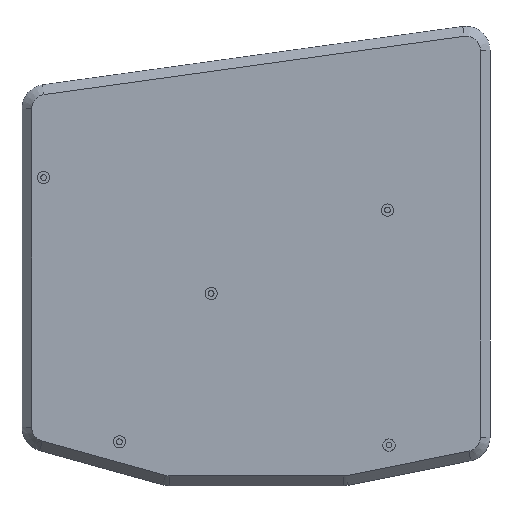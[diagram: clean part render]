
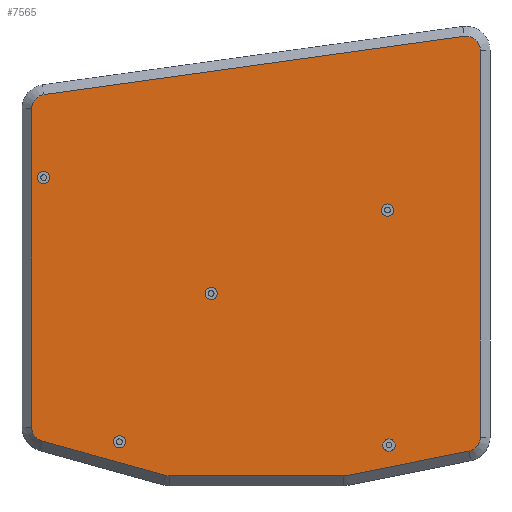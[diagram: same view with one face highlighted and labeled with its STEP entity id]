
A CAD part, front view. The second image highlights one B-rep face of the part: STEP entity #7565.
In plain terms, the highlighted planar face has unit normal (0, -1, 0).
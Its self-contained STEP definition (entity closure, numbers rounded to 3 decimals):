
#96=FACE_BOUND('',#1248,.T.);
#97=FACE_BOUND('',#1249,.T.);
#98=FACE_BOUND('',#1250,.T.);
#99=FACE_BOUND('',#1251,.T.);
#100=FACE_BOUND('',#1252,.T.);
#381=PLANE('',#8110);
#768=FACE_OUTER_BOUND('',#1247,.T.);
#1247=EDGE_LOOP('',(#6723,#6724,#6725,#6726,#6727,#6728,#6729,#6730,#6731,
#6732,#6733,#6734));
#1248=EDGE_LOOP('',(#6735));
#1249=EDGE_LOOP('',(#6736));
#1250=EDGE_LOOP('',(#6737));
#1251=EDGE_LOOP('',(#6738));
#1252=EDGE_LOOP('',(#6739));
#2058=LINE('',#11964,#2943);
#2062=LINE('',#11976,#2947);
#2066=LINE('',#11988,#2951);
#2070=LINE('',#12000,#2955);
#2074=LINE('',#12012,#2959);
#2077=LINE('',#12021,#2962);
#2943=VECTOR('',#9772,10.);
#2947=VECTOR('',#9784,10.);
#2951=VECTOR('',#9796,10.);
#2955=VECTOR('',#9808,10.);
#2959=VECTOR('',#9820,10.);
#2962=VECTOR('',#9831,10.);
#3216=CIRCLE('',#8076,2.9);
#3218=CIRCLE('',#8080,2.9);
#3220=CIRCLE('',#8084,2.9);
#3222=CIRCLE('',#8088,2.9);
#3224=CIRCLE('',#8092,2.9);
#3226=CIRCLE('',#8096,2.9);
#3233=CIRCLE('',#8111,1.25);
#3234=CIRCLE('',#8112,1.25);
#3235=CIRCLE('',#8113,1.25);
#3236=CIRCLE('',#8114,1.25);
#3237=CIRCLE('',#8115,1.25);
#3818=VERTEX_POINT('',#11953);
#3819=VERTEX_POINT('',#11955);
#3822=VERTEX_POINT('',#11962);
#3824=VERTEX_POINT('',#11968);
#3826=VERTEX_POINT('',#11974);
#3828=VERTEX_POINT('',#11980);
#3830=VERTEX_POINT('',#11986);
#3832=VERTEX_POINT('',#11992);
#3834=VERTEX_POINT('',#11998);
#3836=VERTEX_POINT('',#12004);
#3838=VERTEX_POINT('',#12010);
#3840=VERTEX_POINT('',#12016);
#3862=VERTEX_POINT('',#12078);
#3863=VERTEX_POINT('',#12080);
#3864=VERTEX_POINT('',#12082);
#3865=VERTEX_POINT('',#12084);
#3866=VERTEX_POINT('',#12086);
#4784=EDGE_CURVE('',#3818,#3819,#3216,.T.);
#4788=EDGE_CURVE('',#3822,#3818,#2058,.T.);
#4791=EDGE_CURVE('',#3824,#3822,#3218,.T.);
#4794=EDGE_CURVE('',#3826,#3824,#2062,.T.);
#4797=EDGE_CURVE('',#3828,#3826,#3220,.T.);
#4800=EDGE_CURVE('',#3830,#3828,#2066,.T.);
#4803=EDGE_CURVE('',#3832,#3830,#3222,.T.);
#4806=EDGE_CURVE('',#3834,#3832,#2070,.T.);
#4809=EDGE_CURVE('',#3836,#3834,#3224,.T.);
#4812=EDGE_CURVE('',#3838,#3836,#2074,.T.);
#4815=EDGE_CURVE('',#3840,#3838,#3226,.T.);
#4817=EDGE_CURVE('',#3819,#3840,#2077,.T.);
#4846=EDGE_CURVE('',#3862,#3862,#3233,.T.);
#4847=EDGE_CURVE('',#3863,#3863,#3234,.T.);
#4848=EDGE_CURVE('',#3864,#3864,#3235,.T.);
#4849=EDGE_CURVE('',#3865,#3865,#3236,.T.);
#4850=EDGE_CURVE('',#3866,#3866,#3237,.T.);
#6723=ORIENTED_EDGE('',*,*,#4784,.F.);
#6724=ORIENTED_EDGE('',*,*,#4788,.F.);
#6725=ORIENTED_EDGE('',*,*,#4791,.F.);
#6726=ORIENTED_EDGE('',*,*,#4794,.F.);
#6727=ORIENTED_EDGE('',*,*,#4797,.F.);
#6728=ORIENTED_EDGE('',*,*,#4800,.F.);
#6729=ORIENTED_EDGE('',*,*,#4803,.F.);
#6730=ORIENTED_EDGE('',*,*,#4806,.F.);
#6731=ORIENTED_EDGE('',*,*,#4809,.F.);
#6732=ORIENTED_EDGE('',*,*,#4812,.F.);
#6733=ORIENTED_EDGE('',*,*,#4815,.F.);
#6734=ORIENTED_EDGE('',*,*,#4817,.F.);
#6735=ORIENTED_EDGE('',*,*,#4846,.T.);
#6736=ORIENTED_EDGE('',*,*,#4847,.T.);
#6737=ORIENTED_EDGE('',*,*,#4848,.T.);
#6738=ORIENTED_EDGE('',*,*,#4849,.T.);
#6739=ORIENTED_EDGE('',*,*,#4850,.T.);
#7565=ADVANCED_FACE('',(#768,#96,#97,#98,#99,#100),#381,.F.);
#8076=AXIS2_PLACEMENT_3D('',#11956,#9764,#9765);
#8080=AXIS2_PLACEMENT_3D('',#11970,#9777,#9778);
#8084=AXIS2_PLACEMENT_3D('',#11982,#9789,#9790);
#8088=AXIS2_PLACEMENT_3D('',#11994,#9801,#9802);
#8092=AXIS2_PLACEMENT_3D('',#12006,#9813,#9814);
#8096=AXIS2_PLACEMENT_3D('',#12018,#9825,#9826);
#8110=AXIS2_PLACEMENT_3D('',#12077,#9877,#9878);
#8111=AXIS2_PLACEMENT_3D('',#12079,#9879,#9880);
#8112=AXIS2_PLACEMENT_3D('',#12081,#9881,#9882);
#8113=AXIS2_PLACEMENT_3D('',#12083,#9883,#9884);
#8114=AXIS2_PLACEMENT_3D('',#12085,#9885,#9886);
#8115=AXIS2_PLACEMENT_3D('',#12087,#9887,#9888);
#9764=DIRECTION('center_axis',(0.,1.,0.));
#9765=DIRECTION('ref_axis',(-1.,0.,0.));
#9772=DIRECTION('',(0.,0.,1.));
#9777=DIRECTION('center_axis',(0.,1.,0.));
#9778=DIRECTION('ref_axis',(-0.268,0.,-0.964));
#9784=DIRECTION('',(-0.964,0.,0.268));
#9789=DIRECTION('center_axis',(0.,1.,0.));
#9790=DIRECTION('ref_axis',(0.,0.,-1.));
#9796=DIRECTION('',(-1.,0.,0.));
#9801=DIRECTION('center_axis',(0.,1.,0.));
#9802=DIRECTION('ref_axis',(0.196,0.,-0.981));
#9808=DIRECTION('',(-0.981,0.,-0.196));
#9813=DIRECTION('center_axis',(0.,1.,0.));
#9814=DIRECTION('ref_axis',(1.,0.,0.));
#9820=DIRECTION('',(0.,0.,-1.));
#9825=DIRECTION('center_axis',(0.,1.,0.));
#9826=DIRECTION('ref_axis',(-0.138,0.,0.99));
#9831=DIRECTION('',(0.99,0.,0.138));
#9877=DIRECTION('center_axis',(0.,1.,0.));
#9878=DIRECTION('ref_axis',(0.,0.,1.));
#9879=DIRECTION('center_axis',(0.,1.,0.));
#9880=DIRECTION('ref_axis',(1.,0.,0.));
#9881=DIRECTION('center_axis',(0.,1.,0.));
#9882=DIRECTION('ref_axis',(1.,0.,0.));
#9883=DIRECTION('center_axis',(0.,1.,0.));
#9884=DIRECTION('ref_axis',(1.,0.,0.));
#9885=DIRECTION('center_axis',(0.,1.,0.));
#9886=DIRECTION('ref_axis',(1.,0.,0.));
#9887=DIRECTION('center_axis',(0.,1.,0.));
#9888=DIRECTION('ref_axis',(1.,0.,0.));
#11953=CARTESIAN_POINT('',(-30.513,-7.25,67.355));
#11955=CARTESIAN_POINT('',(-28.012,-7.25,70.228));
#11956=CARTESIAN_POINT('Origin',(-27.613,-7.25,67.355));
#11962=CARTESIAN_POINT('',(-30.513,-7.25,2.222));
#11964=CARTESIAN_POINT('',(-30.513,-7.25,52.301));
#11968=CARTESIAN_POINT('',(-28.389,-7.25,-0.572));
#11970=CARTESIAN_POINT('Origin',(-27.613,-7.25,2.222));
#11974=CARTESIAN_POINT('',(-3.189,-7.25,-7.572));
#11976=CARTESIAN_POINT('',(-12.992,-7.25,-4.849));
#11980=CARTESIAN_POINT('',(-2.413,-7.25,-7.678));
#11982=CARTESIAN_POINT('Origin',(-2.413,-7.25,-4.778));
#11986=CARTESIAN_POINT('',(33.17,-7.25,-7.678));
#11988=CARTESIAN_POINT('',(6.437,-7.25,-7.678));
#11992=CARTESIAN_POINT('',(33.739,-7.25,-7.622));
#11994=CARTESIAN_POINT('Origin',(33.17,-7.25,-4.778));
#11998=CARTESIAN_POINT('',(58.755,-7.25,-2.622));
#12000=CARTESIAN_POINT('',(29.179,-7.25,-8.533));
#12004=CARTESIAN_POINT('',(61.087,-7.25,0.222));
#12006=CARTESIAN_POINT('Origin',(58.187,-7.25,0.222));
#12010=CARTESIAN_POINT('',(61.087,-7.25,79.272));
#12012=CARTESIAN_POINT('',(61.087,-7.25,18.734));
#12016=CARTESIAN_POINT('',(57.788,-7.25,82.144));
#12018=CARTESIAN_POINT('Origin',(58.187,-7.25,79.272));
#12021=CARTESIAN_POINT('',(33.881,-7.25,78.824));
#12077=CARTESIAN_POINT('Origin',(15.287,-7.25,37.247));
#12078=CARTESIAN_POINT('',(-29.346,-7.25,53.271));
#12079=CARTESIAN_POINT('Origin',(-28.096,-7.25,53.271));
#12080=CARTESIAN_POINT('',(41.204,-7.25,-1.378));
#12081=CARTESIAN_POINT('Origin',(42.454,-7.25,-1.378));
#12082=CARTESIAN_POINT('',(-13.868,-7.25,-0.708));
#12083=CARTESIAN_POINT('Origin',(-12.618,-7.25,-0.708));
#12084=CARTESIAN_POINT('',(4.87,-7.25,29.622));
#12085=CARTESIAN_POINT('Origin',(6.12,-7.25,29.622));
#12086=CARTESIAN_POINT('',(40.87,-7.25,46.622));
#12087=CARTESIAN_POINT('Origin',(42.12,-7.25,46.622));
